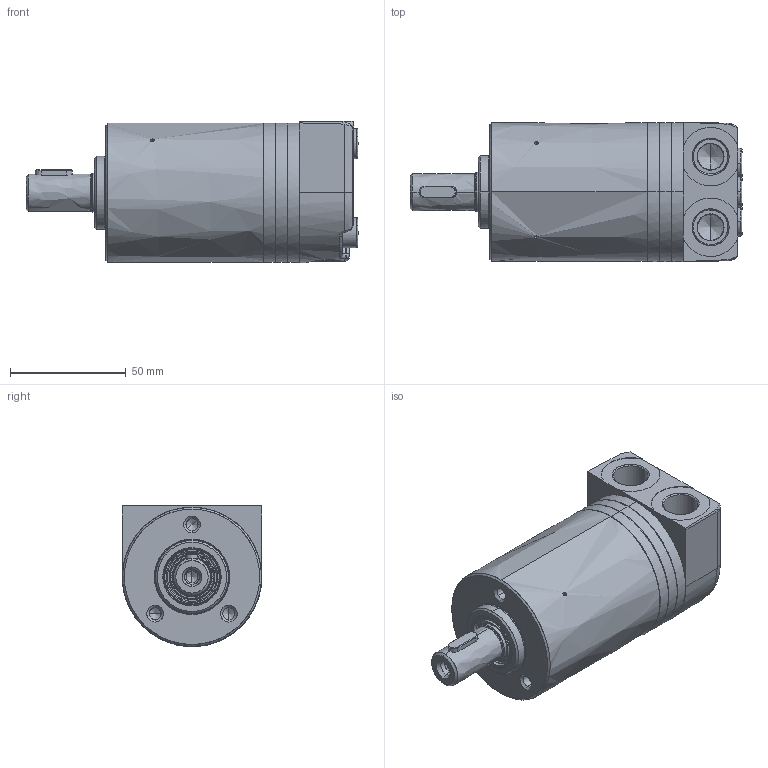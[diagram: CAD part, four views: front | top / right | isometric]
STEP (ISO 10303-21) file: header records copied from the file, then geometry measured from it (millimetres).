
FILE_DESCRIPTION(('None'),'2;1');
FILE_NAME('151G0004.stp','2014-01-28T07:45:46',('None'),('None'),'EAI STEP Export','EAI Open Enterprise Visualization',' ');
FILE_SCHEMA(('CONFIG_CONTROL_DESIGN'));
Products named in the file (1): pcru21A8000q
Bounding box: 143.25 x 60.29 x 61 mm (x, y, z)
Volume: 1.3 mm3; surface area: 74169.7 mm2
Topology: 1 solids, 717 shells, 1033 faces, 5657 edges, 5245 vertices
Faces by surface type: bspline 1033
Entity records: 81379 total; most frequent: CARTESIAN_POINT 51355, VERTEX_POINT 11362, ORIENTED_EDGE 6261, EDGE_CURVE 5681, B_SPLINE_CURVE_WITH_KNOTS 3210, EDGE_LOOP 1101, FACE_OUTER_BOUND 1033, ADVANCED_FACE 1033
